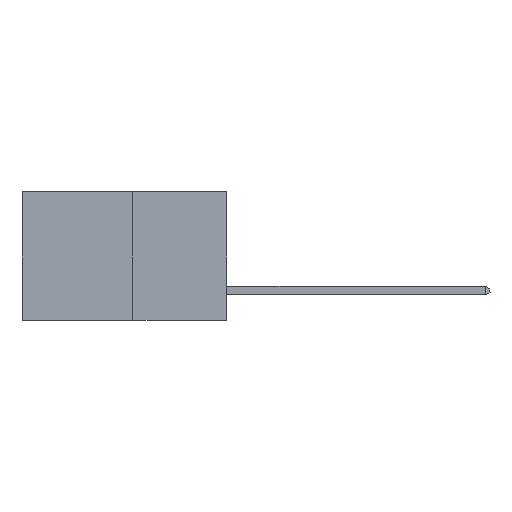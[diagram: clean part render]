
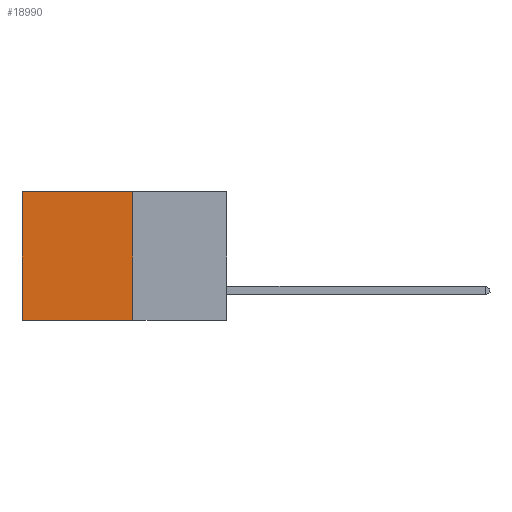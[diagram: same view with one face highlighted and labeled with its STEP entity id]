
A CAD part, left-side view. The second image highlights one B-rep face of the part: STEP entity #18990.
In plain terms, the highlighted planar face has unit normal (-1, 0, 0).
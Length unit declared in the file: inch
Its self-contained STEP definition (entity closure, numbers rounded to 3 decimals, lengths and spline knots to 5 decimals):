
#3131 = CARTESIAN_POINT ( 'NONE',  ( 0.277, 0.59, -0.37 ) ) ;
#3159 = DIRECTION ( 'NONE',  ( 0., 0., -1. ) ) ;
#4206 = DIRECTION ( 'NONE',  ( 1., 0., 0. ) ) ;
#5560 = CARTESIAN_POINT ( 'NONE',  ( 0.277, 0.27, -0.37 ) ) ;
#5909 = EDGE_CURVE ( 'NONE', #26188, #6502, #11796, .T. ) ;
#6502 = VERTEX_POINT ( 'NONE', #27014 ) ;
#6821 = VERTEX_POINT ( 'NONE', #23501 ) ;
#8257 = EDGE_CURVE ( 'NONE', #6502, #6821, #18200, .T. ) ;
#9595 = EDGE_CURVE ( 'NONE', #15800, #6821, #10877, .T. ) ;
#9702 = EDGE_CURVE ( 'NONE', #26188, #15800, #25655, .T. ) ;
#10073 = ORIENTED_EDGE ( 'NONE', *, *, #9702, .F. ) ;
#10877 = LINE ( 'NONE', #25945, #23172 ) ;
#11060 = CARTESIAN_POINT ( 'NONE',  ( 0.277, 0.27, 0. ) ) ;
#11796 = LINE ( 'NONE', #16312, #23364 ) ;
#12163 = DIRECTION ( 'NONE',  ( 0., 1., 0. ) ) ;
#13441 = PLANE ( 'NONE',  #25983 ) ;
#13490 = ORIENTED_EDGE ( 'NONE', *, *, #9595, .F. ) ;
#15612 = VECTOR ( 'NONE', #21759, 39.37008 ) ;
#15800 = VERTEX_POINT ( 'NONE', #15815 ) ;
#15815 = CARTESIAN_POINT ( 'NONE',  ( 0.277, 0.27, -0.37 ) ) ;
#16124 = DIRECTION ( 'NONE',  ( 0., 1., 0. ) ) ;
#16312 = CARTESIAN_POINT ( 'NONE',  ( 0.277, 0.27, 0. ) ) ;
#17619 = FACE_OUTER_BOUND ( 'NONE', #28398, .T. ) ;
#18117 = CARTESIAN_POINT ( 'NONE',  ( 0.277, 0.27, -0.37 ) ) ;
#18200 = LINE ( 'NONE', #3131, #23569 ) ;
#18990 = ADVANCED_FACE ( 'NONE', ( #17619 ), #13441, .F. ) ;
#20427 = DIRECTION ( 'NONE',  ( 0., 0., -1. ) ) ;
#21692 = ORIENTED_EDGE ( 'NONE', *, *, #8257, .T. ) ;
#21759 = DIRECTION ( 'NONE',  ( 0., 0., -1. ) ) ;
#23172 = VECTOR ( 'NONE', #12163, 39.37008 ) ;
#23364 = VECTOR ( 'NONE', #16124, 39.37008 ) ;
#23501 = CARTESIAN_POINT ( 'NONE',  ( 0.277, 0.59, -0.37 ) ) ;
#23569 = VECTOR ( 'NONE', #3159, 39.37008 ) ;
#25655 = LINE ( 'NONE', #5560, #15612 ) ;
#25945 = CARTESIAN_POINT ( 'NONE',  ( 0.277, 0.27, -0.37 ) ) ;
#25983 = AXIS2_PLACEMENT_3D ( 'NONE', #18117, #4206, #20427 ) ;
#26156 = ORIENTED_EDGE ( 'NONE', *, *, #5909, .T. ) ;
#26188 = VERTEX_POINT ( 'NONE', #11060 ) ;
#27014 = CARTESIAN_POINT ( 'NONE',  ( 0.277, 0.59, 0. ) ) ;
#28398 = EDGE_LOOP ( 'NONE', ( #21692, #13490, #10073, #26156 ) ) ;
